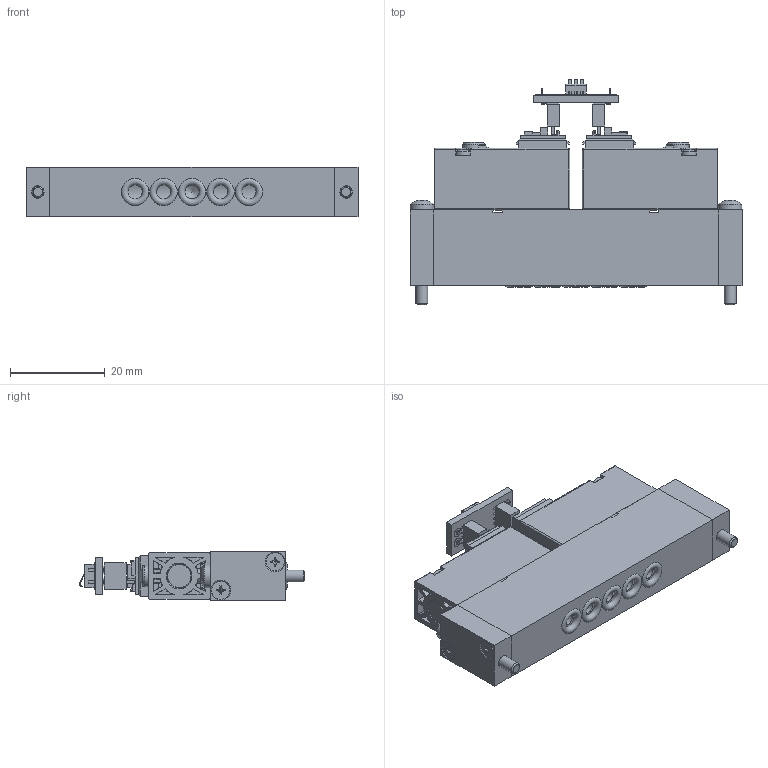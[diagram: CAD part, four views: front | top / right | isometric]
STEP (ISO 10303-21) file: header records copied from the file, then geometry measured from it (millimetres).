
FILE_DESCRIPTION( ( 'Unknown' ), '1' );
FILE_NAME( 'GZ-MMD523304T.stp', 'Unknown', ( 'Unknown' ), ( 'Unknown' ), 'PSStep 17.0.49', 'Unknown', ' ' );
FILE_SCHEMA( ( 'AUTOMOTIVE_DESIGN { 1 0 10303 214 1 1 1 1 }' ) );
Length unit declared in the file: millimetre
Products named in the file (25): Assem1; -oa0
Assembly tree (24 placements, depth 2):
  Assem1
    -oa0
    -oa0
    -oa0
    -oa0
    -oa0
    -oa0
    -oa0
    -oa0
    -oa0
    -oa0
    -oa0
    -oa0
    -oa0
    -oa0
    -oa0
    -oa0
    -oa0
    -oa0
    -oa0
    -oa0
    -oa0
    -oa0
    -oa0
    -oa0
Bounding box: 70 x 47.59 x 10.5 mm (x, y, z)
Volume: 16241.7 mm3; surface area: 14177.2 mm2
Topology: 24 solids, 24 shells, 1817 faces, 4713 edges, 2944 vertices
Faces by surface type: plane 1244, cylinder 337, bspline 97, cone 67, sphere 36, torus 36
Full cylindrical faces by diameter (mm): 0.9 x4, 1.1 x6, 1.2 x8, 1.221 x8, 1.4 x2, 1.567 x8, 1.6 x4, 2 x14, 2.2 x4, 2.3 x2, 2.5 x2, 2.6 x2, 3 x8, 3.2 x4, 3.4 x2, 3.5 x2, 3.8 x4, 4.5 x2, 5 x2, 5.8 x5, 8 x3
Entity records: 64096 total; most frequent: CARTESIAN_POINT 14106, ORIENTED_EDGE 8832, DIRECTION 8581, EDGE_CURVE 4416, LINE 3213, VECTOR 3213, VERTEX_POINT 2871, AXIS2_PLACEMENT_3D 2684
